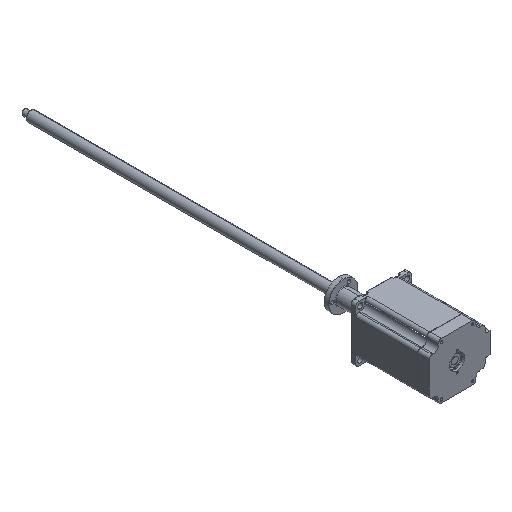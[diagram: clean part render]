
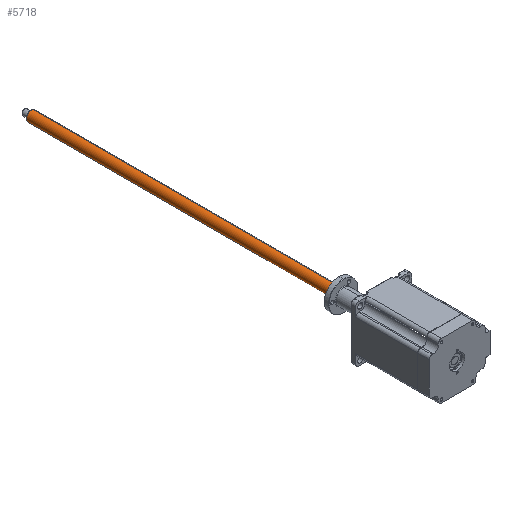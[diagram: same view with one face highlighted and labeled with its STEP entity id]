
A CAD part, isometric view. The second image highlights one B-rep face of the part: STEP entity #5718.
In plain terms, the highlighted cylindrical face has radius 5 mm (diameter 10 mm), a partial arc.
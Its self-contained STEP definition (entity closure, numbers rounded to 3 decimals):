
#139 = VERTEX_POINT ( 'NONE', #6197 ) ;
#264 = EDGE_CURVE ( 'NONE', #6744, #9002, #3365, .T. ) ;
#357 = CYLINDRICAL_SURFACE ( 'NONE', #5355, 5. ) ;
#544 = EDGE_CURVE ( 'NONE', #139, #9002, #9096, .T. ) ;
#783 = EDGE_CURVE ( 'NONE', #1955, #139, #8412, .T. ) ;
#950 = CARTESIAN_POINT ( 'NONE',  ( -18.93, 20.999, 28.626 ) ) ;
#1142 = VECTOR ( 'NONE', #1186, 1000. ) ;
#1186 = DIRECTION ( 'NONE',  ( 0., -1., 0. ) ) ;
#1463 = CARTESIAN_POINT ( 'NONE',  ( -18.93, 370.999, 28.626 ) ) ;
#1557 = DIRECTION ( 'NONE',  ( -0.327, 0., -0.945 ) ) ;
#1955 = VERTEX_POINT ( 'NONE', #10010 ) ;
#1965 = DIRECTION ( 'NONE',  ( 0., -1., 0. ) ) ;
#2037 = DIRECTION ( 'NONE',  ( 0., -1., 0. ) ) ;
#2373 = AXIS2_PLACEMENT_3D ( 'NONE', #8827, #5099, #5179 ) ;
#3129 = ORIENTED_EDGE ( 'NONE', *, *, #544, .F. ) ;
#3365 = LINE ( 'NONE', #1463, #1142 ) ;
#4108 = ORIENTED_EDGE ( 'NONE', *, *, #4489, .T. ) ;
#4409 = CARTESIAN_POINT ( 'NONE',  ( -18.93, 369.999, 28.626 ) ) ;
#4489 = EDGE_CURVE ( 'NONE', #1955, #6744, #10858, .T. ) ;
#4734 = ORIENTED_EDGE ( 'NONE', *, *, #783, .F. ) ;
#4868 = AXIS2_PLACEMENT_3D ( 'NONE', #7018, #2037, #7857 ) ;
#4905 = DIRECTION ( 'NONE',  ( 0., -1., 0. ) ) ;
#5099 = DIRECTION ( 'NONE',  ( 0., -1., 0. ) ) ;
#5179 = DIRECTION ( 'NONE',  ( -0.327, 0., -0.945 ) ) ;
#5213 = CARTESIAN_POINT ( 'NONE',  ( -15.655, 370.999, 38.074 ) ) ;
#5355 = AXIS2_PLACEMENT_3D ( 'NONE', #5726, #4905, #1557 ) ;
#5718 = ADVANCED_FACE ( 'NONE', ( #8996 ), #357, .T. ) ;
#5726 = CARTESIAN_POINT ( 'NONE',  ( -17.293, 370.999, 33.35 ) ) ;
#6197 = CARTESIAN_POINT ( 'NONE',  ( -15.655, 20.999, 38.074 ) ) ;
#6744 = VERTEX_POINT ( 'NONE', #4409 ) ;
#7018 = CARTESIAN_POINT ( 'NONE',  ( -17.293, 369.999, 33.35 ) ) ;
#7642 = EDGE_LOOP ( 'NONE', ( #4734, #4108, #10402, #3129 ) ) ;
#7857 = DIRECTION ( 'NONE',  ( 0.327, 0., 0.945 ) ) ;
#8412 = LINE ( 'NONE', #5213, #10743 ) ;
#8827 = CARTESIAN_POINT ( 'NONE',  ( -17.293, 20.999, 33.35 ) ) ;
#8996 = FACE_OUTER_BOUND ( 'NONE', #7642, .T. ) ;
#9002 = VERTEX_POINT ( 'NONE', #950 ) ;
#9096 = CIRCLE ( 'NONE', #2373, 5. ) ;
#10010 = CARTESIAN_POINT ( 'NONE',  ( -15.655, 369.999, 38.074 ) ) ;
#10402 = ORIENTED_EDGE ( 'NONE', *, *, #264, .T. ) ;
#10743 = VECTOR ( 'NONE', #1965, 1000. ) ;
#10858 = CIRCLE ( 'NONE', #4868, 5. ) ;
